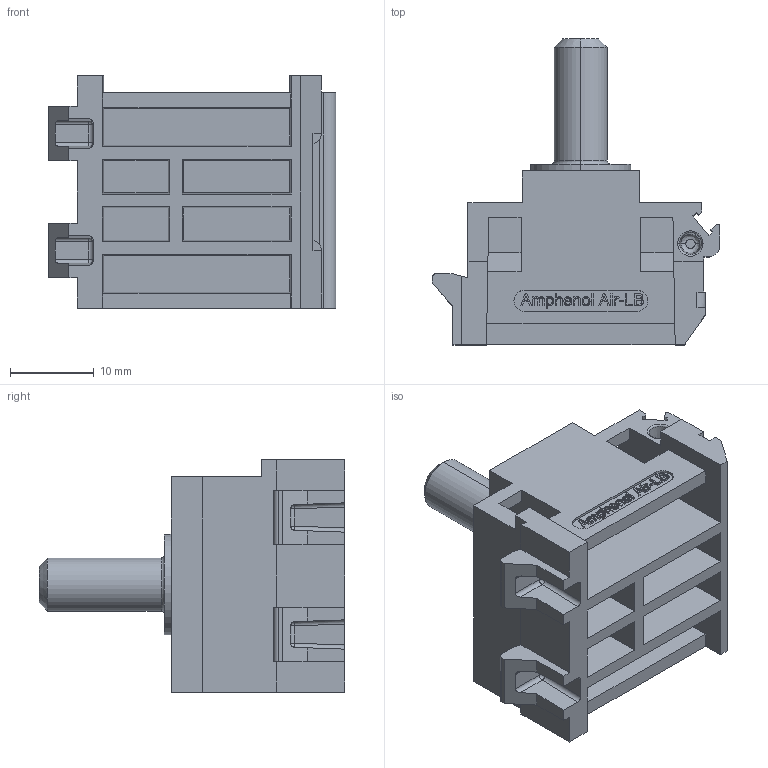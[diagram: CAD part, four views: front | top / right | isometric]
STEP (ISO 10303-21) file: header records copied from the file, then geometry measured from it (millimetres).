
FILE_DESCRIPTION((''),'2;1');
FILE_NAME('31758001301MOR','2020-02-21T',('presta_be4'),(''),'CREO PARAMETRIC BY PTC INC, 2018360','CREO PARAMETRIC BY PTC INC, 2018360','');
FILE_SCHEMA(('CONFIG_CONTROL_DESIGN'));
Length unit declared in the file: millimetre
Products named in the file (1): 31758001301MOR
Bounding box: 34.45 x 36.6 x 27.8 mm (x, y, z)
Volume: 9534.6 mm3; surface area: 7513.7 mm2
Topology: 1 solids, 1 shells, 441 faces, 1184 edges, 777 vertices
Faces by surface type: plane 268, extrusion 123, cylinder 28, cone 8, torus 6, bspline 4, sphere 4
Entity records: 15080 total; most frequent: CARTESIAN_POINT 4434, ORIENTED_EDGE 2364, DIRECTION 1763, EDGE_CURVE 1182, VECTOR 967, LINE 844, VERTEX_POINT 777, EDGE_LOOP 483
